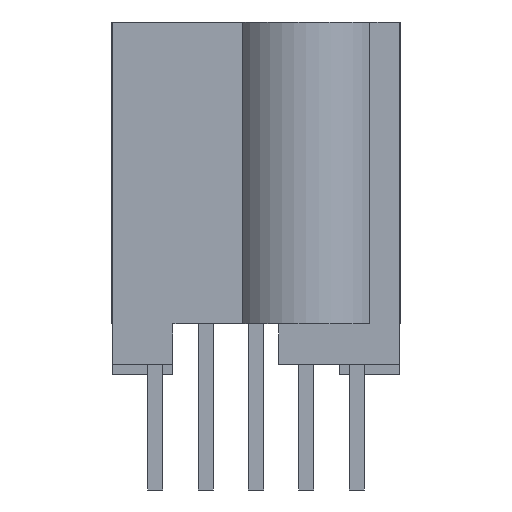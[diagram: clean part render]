
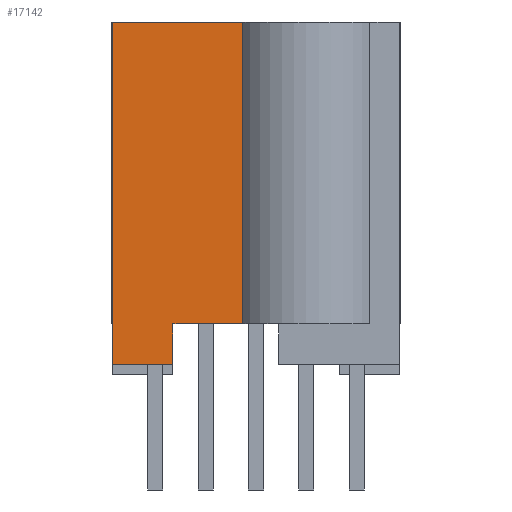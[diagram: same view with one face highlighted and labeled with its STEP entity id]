
A CAD part, left-side view. The second image highlights one B-rep face of the part: STEP entity #17142.
In plain terms, the highlighted planar face has unit normal (-1, 0, 0).
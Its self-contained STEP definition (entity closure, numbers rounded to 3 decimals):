
#72=DIRECTION('',(0.,-1.,0.));
#73=VECTOR('',#72,3.286);
#74=CARTESIAN_POINT('',(-33.592,3.62,0.));
#75=LINE('',#74,#73);
#188=DIRECTION('',(0.,0.,-1.));
#189=VECTOR('',#188,1.016);
#190=CARTESIAN_POINT('',(-33.592,2.096,-7.62));
#191=LINE('',#190,#189);
#192=DIRECTION('',(0.,0.,1.));
#193=VECTOR('',#192,8.636);
#194=CARTESIAN_POINT('',(-33.592,3.62,-8.636));
#195=LINE('',#194,#193);
#605=DIRECTION('',(0.,-1.,0.));
#606=VECTOR('',#605,1.762);
#607=CARTESIAN_POINT('',(-33.592,2.096,-7.62));
#608=LINE('',#607,#606);
#3399=DIRECTION('',(0.,1.,0.));
#3400=VECTOR('',#3399,1.524);
#3401=CARTESIAN_POINT('',(-33.592,2.096,-8.636));
#3402=LINE('',#3401,#3400);
#3455=DIRECTION('',(0.,0.,-1.));
#3456=VECTOR('',#3455,7.62);
#3457=CARTESIAN_POINT('',(-33.592,0.333,0.));
#3458=LINE('',#3457,#3456);
#12842=CARTESIAN_POINT('',(-33.592,3.62,0.));
#12844=VERTEX_POINT('',#12842);
#12846=CARTESIAN_POINT('',(-33.592,0.333,0.));
#12847=VERTEX_POINT('',#12846);
#12850=CARTESIAN_POINT('',(-33.592,0.333,-7.62));
#12851=VERTEX_POINT('',#12850);
#12906=CARTESIAN_POINT('',(-33.592,3.62,-8.636));
#12908=VERTEX_POINT('',#12906);
#12912=CARTESIAN_POINT('',(-33.592,2.096,-8.636));
#12913=VERTEX_POINT('',#12912);
#12942=CARTESIAN_POINT('',(-33.592,2.096,-7.62));
#12943=VERTEX_POINT('',#12942);
#17124=CARTESIAN_POINT('',(-33.592,3.62,0.));
#17125=DIRECTION('',(-1.,0.,0.));
#17126=DIRECTION('',(0.,-1.,0.));
#17127=AXIS2_PLACEMENT_3D('',#17124,#17125,#17126);
#17128=PLANE('',#17127);
#17130=ORIENTED_EDGE('',*,*,#17129,.F.);
#17132=ORIENTED_EDGE('',*,*,#17131,.T.);
#17134=ORIENTED_EDGE('',*,*,#17133,.T.);
#17136=ORIENTED_EDGE('',*,*,#17135,.T.);
#17137=ORIENTED_EDGE('',*,*,#17063,.T.);
#17139=ORIENTED_EDGE('',*,*,#17138,.T.);
#17140=EDGE_LOOP('',(#17130,#17132,#17134,#17136,#17137,#17139));
#17141=FACE_OUTER_BOUND('',#17140,.F.);
#17142=ADVANCED_FACE('',(#17141),#17128,.T.);
#17063=EDGE_CURVE('',#12844,#12847,#75,.T.);
#17129=EDGE_CURVE('',#12943,#12851,#608,.T.);
#17131=EDGE_CURVE('',#12943,#12913,#191,.T.);
#17133=EDGE_CURVE('',#12913,#12908,#3402,.T.);
#17135=EDGE_CURVE('',#12908,#12844,#195,.T.);
#17138=EDGE_CURVE('',#12847,#12851,#3458,.T.);
